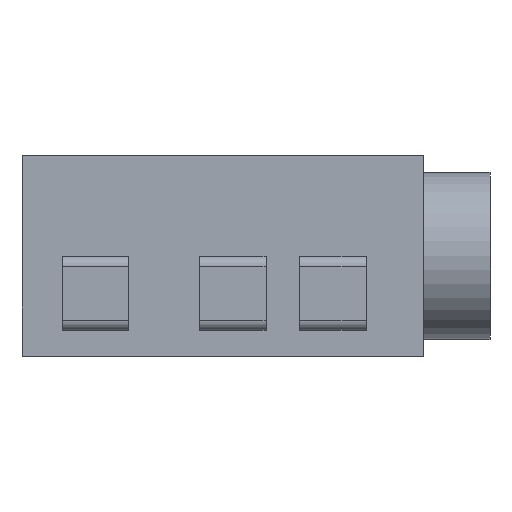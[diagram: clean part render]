
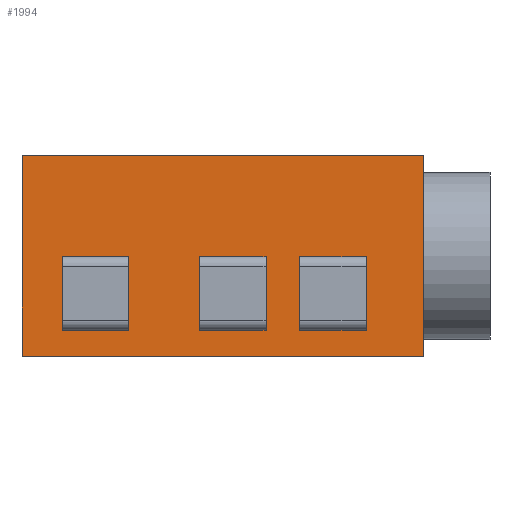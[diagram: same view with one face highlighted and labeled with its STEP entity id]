
A CAD part, top view. The second image highlights one B-rep face of the part: STEP entity #1994.
In plain terms, the highlighted planar face has unit normal (0, 0, 1).
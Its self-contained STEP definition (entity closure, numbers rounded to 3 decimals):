
#108=LINE('',#2915,#345);
#121=LINE('',#2939,#358);
#128=LINE('',#2953,#365);
#135=LINE('',#2967,#372);
#155=LINE('',#3007,#392);
#156=LINE('',#3009,#393);
#157=LINE('',#3011,#394);
#158=LINE('',#3012,#395);
#159=LINE('',#3015,#396);
#160=LINE('',#3017,#397);
#161=LINE('',#3018,#398);
#162=LINE('',#3019,#399);
#163=LINE('',#3022,#400);
#164=LINE('',#3023,#401);
#165=LINE('',#3024,#402);
#166=LINE('',#3026,#403);
#167=LINE('',#3028,#404);
#345=VECTOR('',#2329,1000.);
#358=VECTOR('',#2344,1000.);
#365=VECTOR('',#2353,1000.);
#372=VECTOR('',#2362,1000.);
#392=VECTOR('',#2390,1000.);
#393=VECTOR('',#2391,1000.);
#394=VECTOR('',#2392,1000.);
#395=VECTOR('',#2393,1000.);
#396=VECTOR('',#2394,1000.);
#397=VECTOR('',#2395,1000.);
#398=VECTOR('',#2396,1000.);
#399=VECTOR('',#2397,1000.);
#400=VECTOR('',#2398,1000.);
#401=VECTOR('',#2399,1000.);
#402=VECTOR('',#2400,1000.);
#403=VECTOR('',#2401,1000.);
#404=VECTOR('',#2402,1000.);
#641=ORIENTED_EDGE('',*,*,#1188,.T.);
#642=ORIENTED_EDGE('',*,*,#1215,.T.);
#643=ORIENTED_EDGE('',*,*,#1216,.T.);
#644=ORIENTED_EDGE('',*,*,#1217,.T.);
#645=ORIENTED_EDGE('',*,*,#1218,.F.);
#646=ORIENTED_EDGE('',*,*,#1219,.F.);
#647=ORIENTED_EDGE('',*,*,#1220,.F.);
#648=ORIENTED_EDGE('',*,*,#1168,.F.);
#649=ORIENTED_EDGE('',*,*,#1221,.F.);
#650=ORIENTED_EDGE('',*,*,#1222,.T.);
#651=ORIENTED_EDGE('',*,*,#1223,.T.);
#652=ORIENTED_EDGE('',*,*,#1195,.T.);
#653=ORIENTED_EDGE('',*,*,#1224,.T.);
#654=ORIENTED_EDGE('',*,*,#1181,.T.);
#655=ORIENTED_EDGE('',*,*,#1225,.T.);
#656=ORIENTED_EDGE('',*,*,#1226,.T.);
#657=ORIENTED_EDGE('',*,*,#1227,.T.);
#1168=EDGE_CURVE('',#1458,#1459,#108,.T.);
#1181=EDGE_CURVE('',#1469,#1468,#121,.T.);
#1188=EDGE_CURVE('',#1475,#1474,#128,.T.);
#1195=EDGE_CURVE('',#1481,#1480,#135,.T.);
#1215=EDGE_CURVE('',#1474,#1497,#155,.T.);
#1216=EDGE_CURVE('',#1497,#1498,#156,.T.);
#1217=EDGE_CURVE('',#1498,#1475,#157,.T.);
#1218=EDGE_CURVE('',#1499,#1500,#158,.T.);
#1219=EDGE_CURVE('',#1501,#1499,#159,.T.);
#1220=EDGE_CURVE('',#1459,#1501,#160,.T.);
#1221=EDGE_CURVE('',#1500,#1458,#161,.T.);
#1222=EDGE_CURVE('',#1502,#1503,#162,.T.);
#1223=EDGE_CURVE('',#1503,#1481,#163,.T.);
#1224=EDGE_CURVE('',#1480,#1502,#164,.T.);
#1225=EDGE_CURVE('',#1468,#1504,#165,.T.);
#1226=EDGE_CURVE('',#1504,#1505,#166,.T.);
#1227=EDGE_CURVE('',#1505,#1469,#167,.T.);
#1458=VERTEX_POINT('',#2914);
#1459=VERTEX_POINT('',#2916);
#1468=VERTEX_POINT('',#2938);
#1469=VERTEX_POINT('',#2940);
#1474=VERTEX_POINT('',#2952);
#1475=VERTEX_POINT('',#2954);
#1480=VERTEX_POINT('',#2966);
#1481=VERTEX_POINT('',#2968);
#1497=VERTEX_POINT('',#3008);
#1498=VERTEX_POINT('',#3010);
#1499=VERTEX_POINT('',#3013);
#1500=VERTEX_POINT('',#3014);
#1501=VERTEX_POINT('',#3016);
#1502=VERTEX_POINT('',#3020);
#1503=VERTEX_POINT('',#3021);
#1504=VERTEX_POINT('',#3025);
#1505=VERTEX_POINT('',#3027);
#1681=EDGE_LOOP('',(#641,#642,#643,#644));
#1682=EDGE_LOOP('',(#645,#646,#647,#648,#649));
#1683=EDGE_LOOP('',(#650,#651,#652,#653));
#1684=EDGE_LOOP('',(#654,#655,#656,#657));
#1801=FACE_BOUND('',#1681,.T.);
#1802=FACE_BOUND('',#1682,.T.);
#1803=FACE_BOUND('',#1683,.T.);
#1804=FACE_BOUND('',#1684,.T.);
#1916=PLANE('',#2135);
#1994=ADVANCED_FACE('',(#1801,#1802,#1803,#1804),#1916,.F.);
#2135=AXIS2_PLACEMENT_3D('',#3006,#2388,#2389);
#2329=DIRECTION('',(-1.,0.,0.));
#2344=DIRECTION('',(-1.,0.,0.));
#2353=DIRECTION('',(-1.,0.,0.));
#2362=DIRECTION('',(-1.,0.,0.));
#2388=DIRECTION('',(0.,0.,-1.));
#2389=DIRECTION('',(-1.,0.,0.));
#2390=DIRECTION('',(0.,1.,0.));
#2391=DIRECTION('',(1.,0.,0.));
#2392=DIRECTION('',(0.,-1.,0.));
#2393=DIRECTION('',(0.,-1.,0.));
#2394=DIRECTION('',(1.,0.,0.));
#2395=DIRECTION('',(0.,1.,0.));
#2396=DIRECTION('',(0.,-1.,0.));
#2397=DIRECTION('',(1.,0.,0.));
#2398=DIRECTION('',(0.,-1.,0.));
#2399=DIRECTION('',(0.,1.,0.));
#2400=DIRECTION('',(0.,1.,0.));
#2401=DIRECTION('',(1.,0.,0.));
#2402=DIRECTION('',(0.,-1.,0.));
#2914=CARTESIAN_POINT('',(6.,-3.,5.));
#2915=CARTESIAN_POINT('',(6.,-3.,5.));
#2916=CARTESIAN_POINT('',(-6.,-3.,5.));
#2938=CARTESIAN_POINT('',(2.3,-2.225,5.));
#2939=CARTESIAN_POINT('',(4.3,-2.225,5.));
#2940=CARTESIAN_POINT('',(4.3,-2.225,5.));
#2952=CARTESIAN_POINT('',(-0.7,-2.225,5.));
#2953=CARTESIAN_POINT('',(1.3,-2.225,5.));
#2954=CARTESIAN_POINT('',(1.3,-2.225,5.));
#2966=CARTESIAN_POINT('',(-4.8,-2.225,5.));
#2967=CARTESIAN_POINT('',(-2.8,-2.225,5.));
#2968=CARTESIAN_POINT('',(-2.8,-2.225,5.));
#3006=CARTESIAN_POINT('',(0.,0.,5.));
#3007=CARTESIAN_POINT('',(-0.7,-2.225,5.));
#3008=CARTESIAN_POINT('',(-0.7,-0.025,5.));
#3009=CARTESIAN_POINT('',(-0.7,-0.025,5.));
#3010=CARTESIAN_POINT('',(1.3,-0.025,5.));
#3011=CARTESIAN_POINT('',(1.3,-0.025,5.));
#3012=CARTESIAN_POINT('',(6.,3.,5.));
#3013=CARTESIAN_POINT('',(6.,3.,5.));
#3014=CARTESIAN_POINT('',(6.,0.,5.));
#3015=CARTESIAN_POINT('',(-6.,3.,5.));
#3016=CARTESIAN_POINT('',(-6.,3.,5.));
#3017=CARTESIAN_POINT('',(-6.,-3.,5.));
#3018=CARTESIAN_POINT('',(6.,3.,5.));
#3019=CARTESIAN_POINT('',(-4.8,-0.025,5.));
#3020=CARTESIAN_POINT('',(-4.8,-0.025,5.));
#3021=CARTESIAN_POINT('',(-2.8,-0.025,5.));
#3022=CARTESIAN_POINT('',(-2.8,-0.025,5.));
#3023=CARTESIAN_POINT('',(-4.8,-2.225,5.));
#3024=CARTESIAN_POINT('',(2.3,-2.225,5.));
#3025=CARTESIAN_POINT('',(2.3,-0.025,5.));
#3026=CARTESIAN_POINT('',(2.3,-0.025,5.));
#3027=CARTESIAN_POINT('',(4.3,-0.025,5.));
#3028=CARTESIAN_POINT('',(4.3,-0.025,5.));
